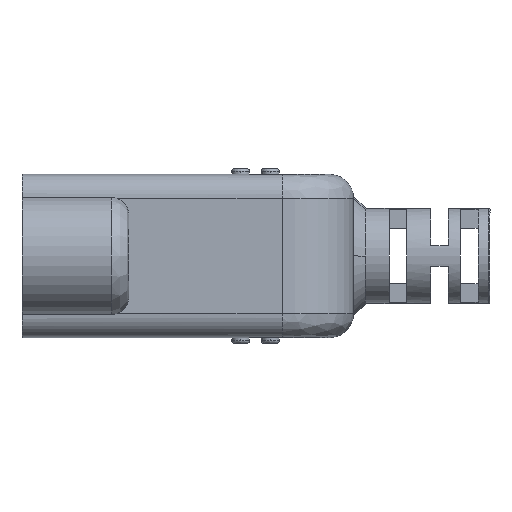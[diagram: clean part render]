
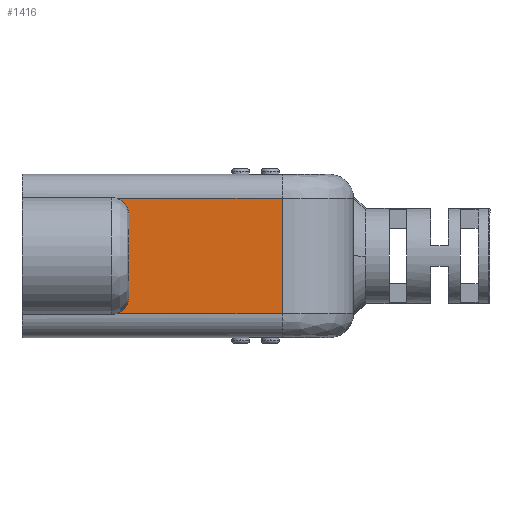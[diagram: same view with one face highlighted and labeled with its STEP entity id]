
A CAD part, left-side view. The second image highlights one B-rep face of the part: STEP entity #1416.
In plain terms, the highlighted planar face has unit normal (-1, 0, 0).
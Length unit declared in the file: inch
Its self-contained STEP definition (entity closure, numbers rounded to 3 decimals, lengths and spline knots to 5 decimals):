
#723 = VERTEX_POINT ( 'NONE', #2931 ) ;
#735 = EDGE_CURVE ( 'NONE', #723, #926, #2985, .T. ) ;
#795 = EDGE_CURVE ( 'NONE', #901, #796, #3374, .T. ) ;
#796 = VERTEX_POINT ( 'NONE', #3357 ) ;
#901 = VERTEX_POINT ( 'NONE', #3601 ) ;
#925 = VERTEX_POINT ( 'NONE', #3629 ) ;
#926 = VERTEX_POINT ( 'NONE', #3627 ) ;
#930 = EDGE_CURVE ( 'NONE', #926, #925, #3609, .T. ) ;
#938 = EDGE_CURVE ( 'NONE', #925, #901, #3610, .T. ) ;
#1402 = EDGE_LOOP ( 'NONE', ( #1419, #1418, #1417, #1422, #1421, #1425 ) ) ;
#1412 = VERTEX_POINT ( 'NONE', #5465 ) ;
#1414 = EDGE_CURVE ( 'NONE', #1412, #723, #5491, .T. ) ;
#1416 = ADVANCED_FACE ( 'NONE', ( #5469 ), #5471, .F. ) ;
#1417 = ORIENTED_EDGE ( 'NONE', *, *, #795, .F. ) ;
#1418 = ORIENTED_EDGE ( 'NONE', *, *, #1420, .F. ) ;
#1419 = ORIENTED_EDGE ( 'NONE', *, *, #1414, .F. ) ;
#1420 = EDGE_CURVE ( 'NONE', #796, #1412, #5333, .T. ) ;
#1421 = ORIENTED_EDGE ( 'NONE', *, *, #930, .F. ) ;
#1422 = ORIENTED_EDGE ( 'NONE', *, *, #938, .F. ) ;
#1425 = ORIENTED_EDGE ( 'NONE', *, *, #735, .F. ) ;
#2931 = CARTESIAN_POINT ( 'NONE',  ( -0.47047, 0.23622, -0.19193 ) ) ;
#2982 = DIRECTION ( 'NONE',  ( 0., 1., 0. ) ) ;
#2983 = VECTOR ( 'NONE', #2982, 39.37008 ) ;
#2984 = CARTESIAN_POINT ( 'NONE',  ( -0.47047, 0.23622, -0.19193 ) ) ;
#2985 = LINE ( 'NONE', #2984, #2983 ) ;
#3276 = AXIS2_PLACEMENT_3D ( 'NONE', #3360, #3359, #3358 ) ;
#3357 = CARTESIAN_POINT ( 'NONE',  ( -0.47047, 0.78803, 0.19193 ) ) ;
#3358 = DIRECTION ( 'NONE',  ( 0., 0., -1. ) ) ;
#3359 = DIRECTION ( 'NONE',  ( -1., 0., 0. ) ) ;
#3360 = CARTESIAN_POINT ( 'NONE',  ( -0.47047, 0.80315, 0.13484 ) ) ;
#3374 = CIRCLE ( 'NONE', #3276, 0.05906 ) ;
#3601 = CARTESIAN_POINT ( 'NONE',  ( -0.47047, 0.74409, 0.13484 ) ) ;
#3606 = DIRECTION ( 'NONE',  ( 0., 0., 1. ) ) ;
#3607 = DIRECTION ( 'NONE',  ( -1., 0., 0. ) ) ;
#3608 = CARTESIAN_POINT ( 'NONE',  ( -0.47047, 0.80315, -0.13484 ) ) ;
#3609 = CIRCLE ( 'NONE', #3621, 0.05906 ) ;
#3610 = LINE ( 'NONE', #3619, #3618 ) ;
#3617 = DIRECTION ( 'NONE',  ( 0., 0., 1. ) ) ;
#3618 = VECTOR ( 'NONE', #3617, 39.37008 ) ;
#3619 = CARTESIAN_POINT ( 'NONE',  ( -0.47047, 0.74409, 0. ) ) ;
#3621 = AXIS2_PLACEMENT_3D ( 'NONE', #3608, #3607, #3606 ) ;
#3627 = CARTESIAN_POINT ( 'NONE',  ( -0.47047, 0.78803, -0.19193 ) ) ;
#3629 = CARTESIAN_POINT ( 'NONE',  ( -0.47047, 0.74409, -0.13484 ) ) ;
#5330 = DIRECTION ( 'NONE',  ( 0., -1., 0. ) ) ;
#5331 = VECTOR ( 'NONE', #5330, 39.37008 ) ;
#5332 = CARTESIAN_POINT ( 'NONE',  ( -0.47047, 0.54921, 0.19193 ) ) ;
#5333 = LINE ( 'NONE', #5332, #5331 ) ;
#5338 = DIRECTION ( 'NONE',  ( 0., 0., -1. ) ) ;
#5339 = DIRECTION ( 'NONE',  ( 1., 0., 0. ) ) ;
#5342 = AXIS2_PLACEMENT_3D ( 'NONE', #5489, #5339, #5338 ) ;
#5343 = DIRECTION ( 'NONE',  ( 0., 0., -1. ) ) ;
#5344 = VECTOR ( 'NONE', #5343, 39.37008 ) ;
#5465 = CARTESIAN_POINT ( 'NONE',  ( -0.47047, 0.23622, 0.19193 ) ) ;
#5469 = FACE_OUTER_BOUND ( 'NONE', #1402, .T. ) ;
#5471 = PLANE ( 'NONE',  #5342 ) ;
#5489 = CARTESIAN_POINT ( 'NONE',  ( -0.47047, 0.23622, 0. ) ) ;
#5490 = CARTESIAN_POINT ( 'NONE',  ( -0.47047, 0.23622, 0. ) ) ;
#5491 = LINE ( 'NONE', #5490, #5344 ) ;
